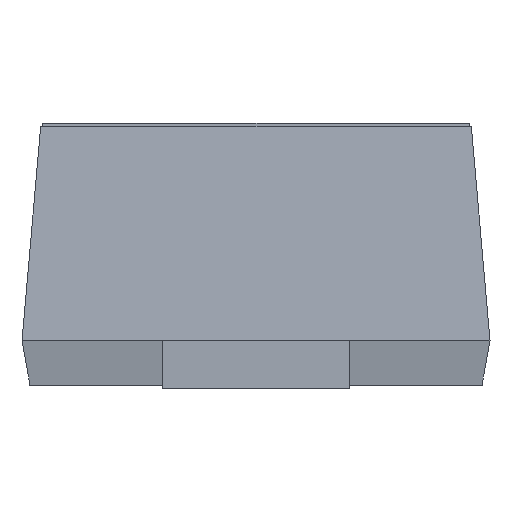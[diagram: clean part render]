
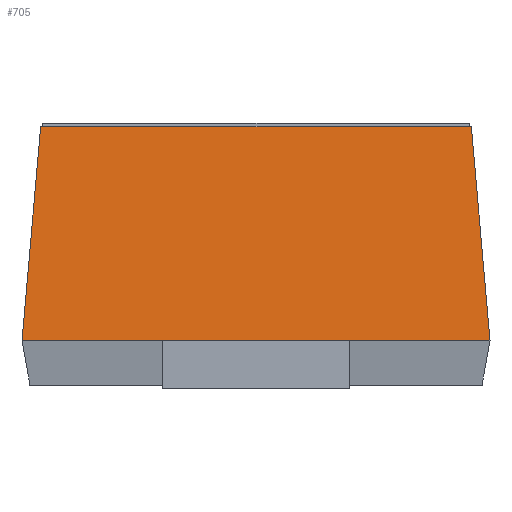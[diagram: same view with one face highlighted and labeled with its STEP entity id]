
A CAD part, left-side view. The second image highlights one B-rep face of the part: STEP entity #705.
In plain terms, the highlighted planar face has unit normal (-0.996, 0, 0.087).
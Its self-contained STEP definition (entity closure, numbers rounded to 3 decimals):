
#67=DIRECTION('',(0.013,-1.,0.));
#68=VECTOR('',#67,0.005);
#69=CARTESIAN_POINT('',(-0.8,0.575,0.7));
#70=LINE('',#69,#68);
#95=DIRECTION('',(-0.013,-1.,0.));
#96=VECTOR('',#95,0.005);
#97=CARTESIAN_POINT('',(-0.8,-0.57,0.7));
#98=LINE('',#97,#96);
#116=DIRECTION('',(0.,-1.,0.));
#117=VECTOR('',#116,1.14);
#118=CARTESIAN_POINT('',(-0.8,0.57,0.7));
#119=LINE('',#118,#117);
#123=DIRECTION('',(0.087,0.087,0.992));
#124=VECTOR('',#123,0.574);
#125=CARTESIAN_POINT('',(-0.85,-0.625,0.13));
#126=LINE('',#125,#124);
#130=DIRECTION('',(0.,-1.,0.));
#131=VECTOR('',#130,0.5);
#132=CARTESIAN_POINT('',(-0.85,0.25,0.13));
#133=LINE('',#132,#131);
#207=DIRECTION('',(0.,1.,0.));
#208=VECTOR('',#207,0.375);
#209=CARTESIAN_POINT('',(-0.85,-0.625,0.13));
#210=LINE('',#209,#208);
#242=DIRECTION('',(0.,1.,0.));
#243=VECTOR('',#242,0.375);
#244=CARTESIAN_POINT('',(-0.85,0.25,0.13));
#245=LINE('',#244,#243);
#494=DIRECTION('',(0.087,-0.087,0.992));
#495=VECTOR('',#494,0.574);
#496=CARTESIAN_POINT('',(-0.85,0.625,0.13));
#497=LINE('',#496,#495);
#543=CARTESIAN_POINT('',(-0.8,-0.575,0.7));
#545=VERTEX_POINT('',#543);
#549=CARTESIAN_POINT('',(-0.8,0.575,0.7));
#550=VERTEX_POINT('',#549);
#551=CARTESIAN_POINT('',(-0.85,0.625,0.13));
#553=VERTEX_POINT('',#551);
#556=CARTESIAN_POINT('',(-0.85,-0.625,0.13));
#558=VERTEX_POINT('',#556);
#583=CARTESIAN_POINT('',(-0.85,0.25,0.13));
#584=CARTESIAN_POINT('',(-0.85,-0.25,0.13));
#585=VERTEX_POINT('',#583);
#586=VERTEX_POINT('',#584);
#623=CARTESIAN_POINT('',(-0.8,0.57,0.7));
#624=CARTESIAN_POINT('',(-0.8,-0.57,0.7));
#625=VERTEX_POINT('',#623);
#626=VERTEX_POINT('',#624);
#685=CARTESIAN_POINT('',(-0.825,0.,0.415));
#686=DIRECTION('',(-0.996,0.,0.087));
#687=DIRECTION('',(-0.087,0.,-0.996));
#688=AXIS2_PLACEMENT_3D('',#685,#686,#687);
#689=PLANE('',#688);
#690=ORIENTED_EDGE('',*,*,#675,.T.);
#691=ORIENTED_EDGE('',*,*,#650,.T.);
#693=ORIENTED_EDGE('',*,*,#692,.F.);
#695=ORIENTED_EDGE('',*,*,#694,.T.);
#697=ORIENTED_EDGE('',*,*,#696,.F.);
#699=ORIENTED_EDGE('',*,*,#698,.T.);
#701=ORIENTED_EDGE('',*,*,#700,.T.);
#702=ORIENTED_EDGE('',*,*,#642,.T.);
#703=EDGE_LOOP('',(#690,#691,#693,#695,#697,#699,#701,#702));
#704=FACE_OUTER_BOUND('',#703,.F.);
#705=ADVANCED_FACE('',(#704),#689,.T.);
#642=EDGE_CURVE('',#550,#625,#70,.T.);
#650=EDGE_CURVE('',#626,#545,#98,.T.);
#675=EDGE_CURVE('',#625,#626,#119,.T.);
#692=EDGE_CURVE('',#558,#545,#126,.T.);
#694=EDGE_CURVE('',#558,#586,#210,.T.);
#696=EDGE_CURVE('',#585,#586,#133,.T.);
#698=EDGE_CURVE('',#585,#553,#245,.T.);
#700=EDGE_CURVE('',#553,#550,#497,.T.);
